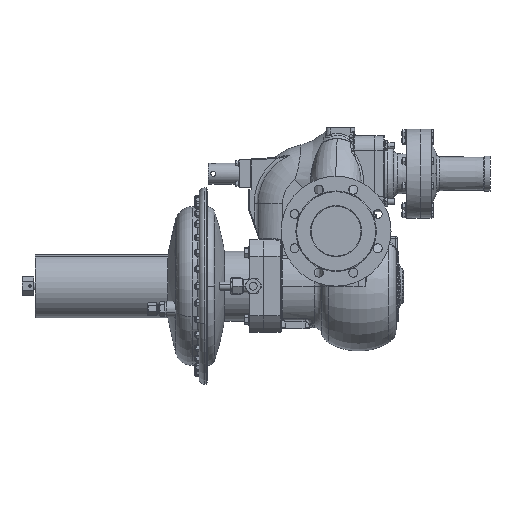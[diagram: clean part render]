
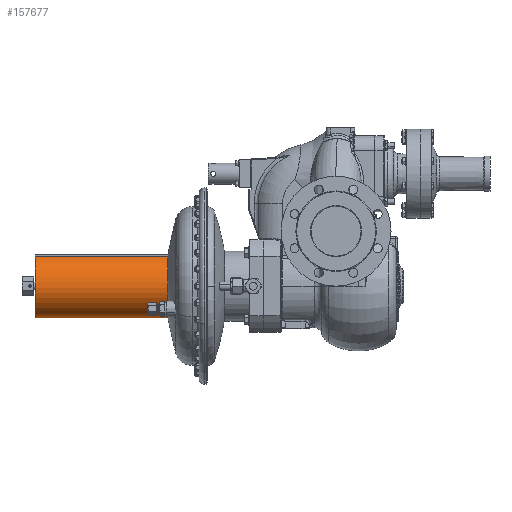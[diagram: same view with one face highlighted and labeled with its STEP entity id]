
A CAD part, left-side view. The second image highlights one B-rep face of the part: STEP entity #157677.
In plain terms, the highlighted cylindrical face has radius 63.5 mm (diameter 127 mm), a partial arc.
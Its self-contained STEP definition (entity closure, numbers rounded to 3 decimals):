
#3035 = CYLINDRICAL_SURFACE ( 'NONE', #76625, 63.5 ) ;
#4018 = ORIENTED_EDGE ( 'NONE', *, *, #202804, .F. ) ;
#8460 = VECTOR ( 'NONE', #131248, 1000. ) ;
#30727 = VERTEX_POINT ( 'NONE', #181509 ) ;
#34818 = DIRECTION ( 'NONE',  ( -0.383, 0., 0.924 ) ) ;
#36015 = VERTEX_POINT ( 'NONE', #66754 ) ;
#40643 = AXIS2_PLACEMENT_3D ( 'NONE', #57206, #116777, #196872 ) ;
#45034 = DIRECTION ( 'NONE',  ( 0.383, 0., -0.924 ) ) ;
#48069 = DIRECTION ( 'NONE',  ( 0., 1., 0. ) ) ;
#48906 = ORIENTED_EDGE ( 'NONE', *, *, #169941, .T. ) ;
#49923 = CARTESIAN_POINT ( 'NONE',  ( 3.911, 339.809, 21.456 ) ) ;
#51317 = VERTEX_POINT ( 'NONE', #73353 ) ;
#57206 = CARTESIAN_POINT ( 'NONE',  ( 28.212, 339.809, -37.21 ) ) ;
#63494 = CARTESIAN_POINT ( 'NONE',  ( 28.212, 74.809, -37.21 ) ) ;
#65640 = DIRECTION ( 'NONE',  ( 0., -1., 0. ) ) ;
#66754 = CARTESIAN_POINT ( 'NONE',  ( 52.512, 339.809, -95.877 ) ) ;
#67357 = DIRECTION ( 'NONE',  ( 0., -1., 0. ) ) ;
#69355 = VERTEX_POINT ( 'NONE', #171494 ) ;
#73353 = CARTESIAN_POINT ( 'NONE',  ( 3.911, 339.809, 21.456 ) ) ;
#75125 = ORIENTED_EDGE ( 'NONE', *, *, #155230, .T. ) ;
#76625 = AXIS2_PLACEMENT_3D ( 'NONE', #115854, #65640, #34818 ) ;
#83057 = CARTESIAN_POINT ( 'NONE',  ( 52.512, 339.809, -95.877 ) ) ;
#96502 = ORIENTED_EDGE ( 'NONE', *, *, #102301, .F. ) ;
#102301 = EDGE_CURVE ( 'Defeature ausgef�hrt2_1133+Defeature ausgef�hrt2_1135+Defeature ausgef�hrt2_1135+Defeature ausgef�hrt2_1135', #36015, #51317, #139049, .T. ) ;
#115854 = CARTESIAN_POINT ( 'NONE',  ( 28.212, 339.809, -37.21 ) ) ;
#116777 = DIRECTION ( 'NONE',  ( 0., 1., 0. ) ) ;
#122194 = CIRCLE ( 'NONE', #128646, 63.5 ) ;
#127880 = LINE ( 'NONE', #49923, #182039 ) ;
#128646 = AXIS2_PLACEMENT_3D ( 'NONE', #63494, #48069, #45034 ) ;
#131248 = DIRECTION ( 'NONE',  ( 0., -1., 0. ) ) ;
#139049 = CIRCLE ( 'NONE', #40643, 63.5 ) ;
#143613 = FACE_OUTER_BOUND ( 'NONE', #171107, .T. ) ;
#155230 = EDGE_CURVE ( 'Defeature ausgef�hrt2_1135+Defeature ausgef�hrt2_1134+Defeature ausgef�hrt2_1134+Defeature ausgef�hrt2_1134', #30727, #69355, #122194, .T. ) ;
#157677 = ADVANCED_FACE ( 'Defeature ausgef�hrt2_1135', ( #143613 ), #3035, .T. ) ;
#169941 = EDGE_CURVE ( 'NONE', #36015, #30727, #191899, .T. ) ;
#171107 = EDGE_LOOP ( 'NONE', ( #96502, #48906, #75125, #4018 ) ) ;
#171494 = CARTESIAN_POINT ( 'NONE',  ( 3.911, 74.809, 21.456 ) ) ;
#181509 = CARTESIAN_POINT ( 'NONE',  ( 52.512, 74.809, -95.877 ) ) ;
#182039 = VECTOR ( 'NONE', #67357, 1000. ) ;
#191899 = LINE ( 'NONE', #83057, #8460 ) ;
#196872 = DIRECTION ( 'NONE',  ( 0.383, 0., -0.924 ) ) ;
#202804 = EDGE_CURVE ( 'NONE', #51317, #69355, #127880, .T. ) ;
